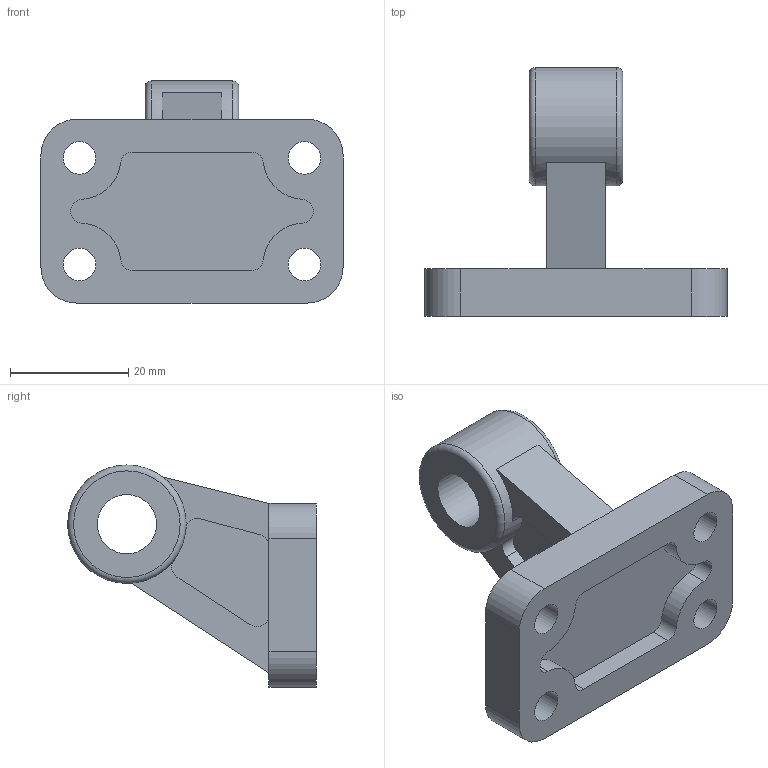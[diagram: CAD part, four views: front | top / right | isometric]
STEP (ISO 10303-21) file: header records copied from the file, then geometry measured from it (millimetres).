
FILE_DESCRIPTION(/* description */ ('STEP AP214'),/* implementation_level */ '2;1');
FILE_NAME(/* name */ '33842_LBZB-32',/* time_stamp */ '2024-08-29T20:14:08+02:00',/* author */ ('License CC BY-ND 4.0'),/* organization */ ('CADENAS'),/* preprocessor_version */ 'ST-DEVELOPER v19.3',/* originating_system */ 'PARTsolutions',/* authorisation */ ' ');
FILE_SCHEMA (('AUTOMOTIVE_DESIGN {1 0 10303 214 3 1 1}'));
Length unit declared in the file: millimetre
Products named in the file (1): 33842 LBZB-32
Bounding box: 51 x 42 x 37.5 mm (x, y, z)
Volume: 16448.8 mm3; surface area: 8011 mm2
Topology: 1 solids, 1 shells, 57 faces, 155 edges, 102 vertices
Faces by surface type: cylinder 30, plane 25, torus 2
Full cylindrical faces by diameter (mm): 5.5 x4, 10 x1, 20 x1
Entity records: 1835 total; most frequent: DIRECTION 331, CARTESIAN_POINT 307, ORIENTED_EDGE 294, EDGE_CURVE 147, AXIS2_PLACEMENT_3D 126, VERTEX_POINT 102, LINE 79, VECTOR 79
